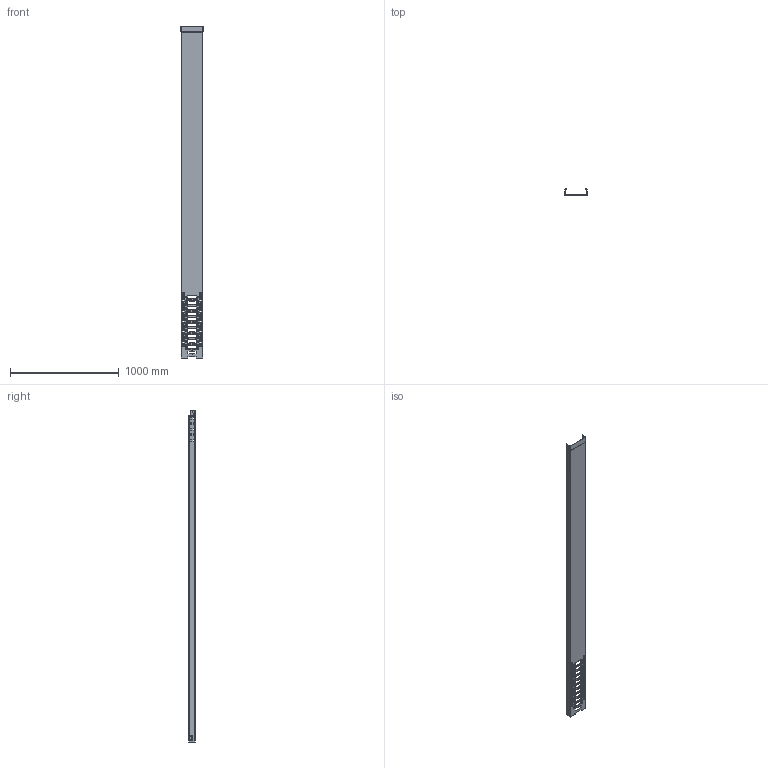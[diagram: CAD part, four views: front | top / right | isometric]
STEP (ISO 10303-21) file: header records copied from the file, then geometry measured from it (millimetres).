
FILE_DESCRIPTION (( 'STEP AP214' ), '1' );
FILE_NAME ('6059511.STEP', '2025-08-18T15:09:34', ( '' ), ( '' ), 'SwSTEP 2.0', 'SolidWorks 2024', '' );
FILE_SCHEMA (( 'AUTOMOTIVE_DESIGN' ));
Length unit declared in the file: millimetre
Products named in the file (1): 6059511
Bounding box: 204.5 x 63.5 x 3050 mm (x, y, z)
Volume: 1523425.3 mm3; surface area: 2051663.7 mm2
Topology: 1 solids, 1 shells, 1775 faces, 4399 edges, 2666 vertices
Faces by surface type: cylinder 674, plane 507, torus 384, cone 186, bspline 20, sphere 4
Entity records: 53350 total; most frequent: DIRECTION 10001, CARTESIAN_POINT 9531, ORIENTED_EDGE 8798, EDGE_CURVE 4399, AXIS2_PLACEMENT_3D 3896, VERTEX_POINT 2666, VECTOR 2209, LINE 2209
